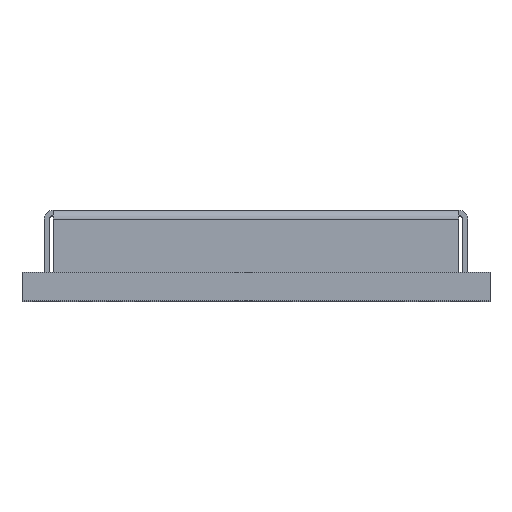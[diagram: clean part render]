
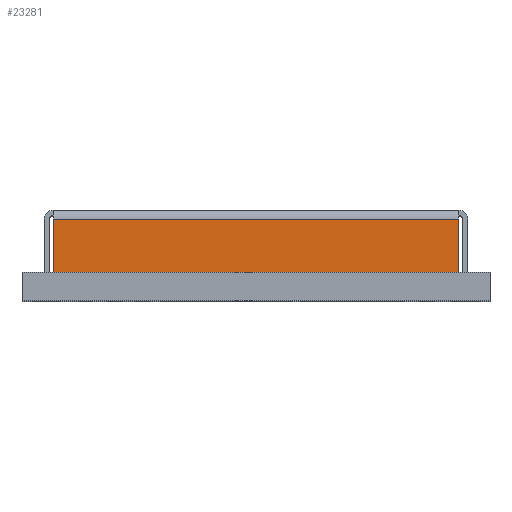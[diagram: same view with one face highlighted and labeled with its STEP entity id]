
A CAD part, top view. The second image highlights one B-rep face of the part: STEP entity #23281.
In plain terms, the highlighted planar face has unit normal (0, 0, 1).
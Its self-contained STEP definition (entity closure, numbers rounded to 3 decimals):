
#137 = EDGE_CURVE ( 'NONE', #11175, #14129, #4178, .T. ) ;
#1390 = CARTESIAN_POINT ( 'NONE',  ( -5.975, 20.65, 7.68 ) ) ;
#1947 = LINE ( 'NONE', #17744, #9062 ) ;
#2077 = CARTESIAN_POINT ( 'NONE',  ( 5.725, 20.65, 7.68 ) ) ;
#2210 = VECTOR ( 'NONE', #16159, 1000. ) ;
#2489 = EDGE_CURVE ( 'NONE', #11175, #8105, #15144, .T. ) ;
#3278 = ORIENTED_EDGE ( 'NONE', *, *, #137, .T. ) ;
#3324 = CARTESIAN_POINT ( 'NONE',  ( 5.725, 0.8, 7.68 ) ) ;
#3388 = EDGE_CURVE ( 'NONE', #11159, #14129, #22543, .T. ) ;
#3793 = FACE_OUTER_BOUND ( 'NONE', #20781, .T. ) ;
#4178 = LINE ( 'NONE', #21728, #2210 ) ;
#4350 = DIRECTION ( 'NONE',  ( 0., 1., 0. ) ) ;
#5684 = VECTOR ( 'NONE', #9461, 1000. ) ;
#6566 = DIRECTION ( 'NONE',  ( -1., 0., 0. ) ) ;
#7731 = ORIENTED_EDGE ( 'NONE', *, *, #3388, .F. ) ;
#8105 = VERTEX_POINT ( 'NONE', #12372 ) ;
#9062 = VECTOR ( 'NONE', #19565, 1000. ) ;
#9278 = ORIENTED_EDGE ( 'NONE', *, *, #2489, .F. ) ;
#9461 = DIRECTION ( 'NONE',  ( 0., -1., 0. ) ) ;
#9713 = CARTESIAN_POINT ( 'NONE',  ( -5.725, 0.8, 7.68 ) ) ;
#10233 = DIRECTION ( 'NONE',  ( 0., 0., -1. ) ) ;
#11159 = VERTEX_POINT ( 'NONE', #17029 ) ;
#11175 = VERTEX_POINT ( 'NONE', #9713 ) ;
#12372 = CARTESIAN_POINT ( 'NONE',  ( -5.725, 2.3, 7.68 ) ) ;
#14129 = VERTEX_POINT ( 'NONE', #3324 ) ;
#14464 = AXIS2_PLACEMENT_3D ( 'NONE', #1390, #10233, #6566 ) ;
#15144 = LINE ( 'NONE', #20745, #17170 ) ;
#15925 = PLANE ( 'NONE',  #14464 ) ;
#16159 = DIRECTION ( 'NONE',  ( 1., 0., 0. ) ) ;
#16846 = EDGE_CURVE ( 'NONE', #11159, #8105, #1947, .T. ) ;
#17029 = CARTESIAN_POINT ( 'NONE',  ( 5.725, 2.3, 7.68 ) ) ;
#17170 = VECTOR ( 'NONE', #4350, 1000. ) ;
#17744 = CARTESIAN_POINT ( 'NONE',  ( -5.975, 2.3, 7.68 ) ) ;
#18846 = ORIENTED_EDGE ( 'NONE', *, *, #16846, .T. ) ;
#19565 = DIRECTION ( 'NONE',  ( -1., 0., 0. ) ) ;
#20745 = CARTESIAN_POINT ( 'NONE',  ( -5.725, 20.65, 7.68 ) ) ;
#20781 = EDGE_LOOP ( 'NONE', ( #3278, #7731, #18846, #9278 ) ) ;
#21728 = CARTESIAN_POINT ( 'NONE',  ( -5.975, 0.8, 7.68 ) ) ;
#22543 = LINE ( 'NONE', #2077, #5684 ) ;
#23281 = ADVANCED_FACE ( 'NONE', ( #3793 ), #15925, .F. ) ;
